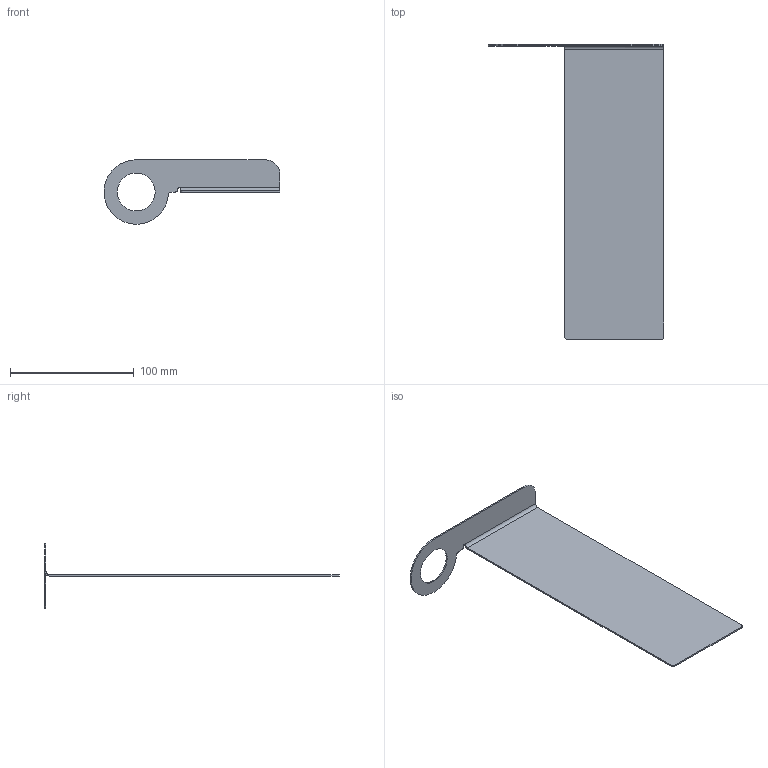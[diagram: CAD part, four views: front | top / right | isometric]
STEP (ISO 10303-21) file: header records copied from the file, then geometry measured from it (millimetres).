
FILE_DESCRIPTION((''),'2;1');
FILE_NAME('185527_ASM','2015-01-12T',('pdmadmin'),(''),'PRO/ENGINEER BY PARAMETRIC TECHNOLOGY CORPORATION, 2013230','PRO/ENGINEER BY PARAMETRIC TECHNOLOGY CORPORATION, 2013230','');
FILE_SCHEMA(('CONFIG_CONTROL_DESIGN'));
Length unit declared in the file: millimetre
Products named in the file (2): 185526; 185527_ASM
Assembly tree (1 placements, depth 2):
  185527_ASM
    185526
Bounding box: 141.99 x 238 x 51.97 mm (x, y, z)
Volume: 27199.9 mm3; surface area: 46471.9 mm2
Topology: 1 solids, 1 shells, 443 faces, 1248 edges, 830 vertices
Faces by surface type: plane 431, cylinder 11, bspline 1
Entity records: 14129 total; most frequent: CARTESIAN_POINT 2571, ORIENTED_EDGE 2496, DIRECTION 2160, EDGE_CURVE 1248, VECTOR 1222, LINE 1222, VERTEX_POINT 830, AXIS2_PLACEMENT_3D 469
